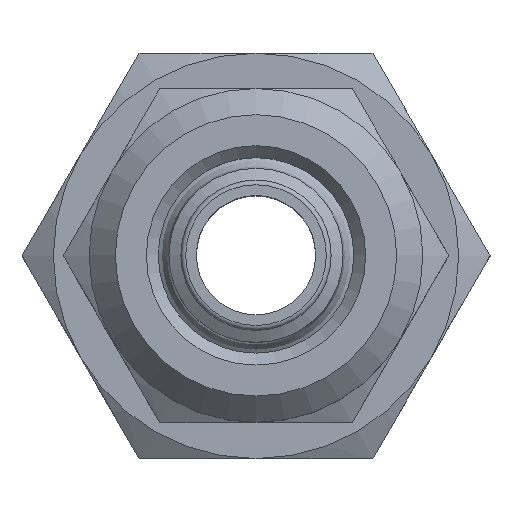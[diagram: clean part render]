
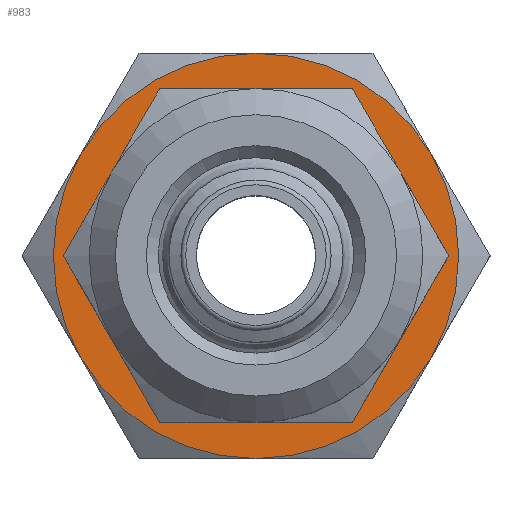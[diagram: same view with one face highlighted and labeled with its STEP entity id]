
A CAD part, top view. The second image highlights one B-rep face of the part: STEP entity #983.
In plain terms, the highlighted planar face has unit normal (0, 0, 1).
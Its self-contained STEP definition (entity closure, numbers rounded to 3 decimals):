
#272=CARTESIAN_POINT('',(0.0,6.,13.));
#273=VERTEX_POINT('',#272);
#274=CARTESIAN_POINT('',(0.0,0.0,13.));
#275=DIRECTION('',(0.0,0.0,1.0));
#276=DIRECTION('',(0.0,1.0,0.0));
#277=AXIS2_PLACEMENT_3D('',#274,#275,#276);
#278=CIRCLE('',#277,6.);
#279=EDGE_CURVE('',#273,#273,#278,.T.);
#422=CARTESIAN_POINT('',(7.361,4.25,13.));
#423=VERTEX_POINT('',#422);
#437=CARTESIAN_POINT('',(0.0,8.5,13.));
#438=VERTEX_POINT('',#437);
#452=CARTESIAN_POINT('',(0.0,0.0,13.));
#453=DIRECTION('',(0.0,0.0,1.0));
#454=DIRECTION('',(0.0,1.0,0.0));
#455=AXIS2_PLACEMENT_3D('',#452,#453,#454);
#456=CIRCLE('',#455,8.5);
#457=EDGE_CURVE('',#423,#438,#456,.T.);
#469=CARTESIAN_POINT('',(7.361,-4.25,13.));
#470=VERTEX_POINT('',#469);
#497=CARTESIAN_POINT('',(0.0,0.0,13.));
#498=DIRECTION('',(0.0,0.0,1.0));
#499=DIRECTION('',(0.0,1.0,0.0));
#500=AXIS2_PLACEMENT_3D('',#497,#498,#499);
#501=CIRCLE('',#500,8.5);
#502=EDGE_CURVE('',#470,#423,#501,.T.);
#514=CARTESIAN_POINT('',(0.,-8.5,13.));
#515=VERTEX_POINT('',#514);
#542=CARTESIAN_POINT('',(0.0,0.0,13.));
#543=DIRECTION('',(0.0,0.0,1.0));
#544=DIRECTION('',(0.0,1.0,0.0));
#545=AXIS2_PLACEMENT_3D('',#542,#543,#544);
#546=CIRCLE('',#545,8.5);
#547=EDGE_CURVE('',#515,#470,#546,.T.);
#572=CARTESIAN_POINT('',(-7.361,-4.25,13.));
#573=VERTEX_POINT('',#572);
#574=CARTESIAN_POINT('',(0.0,0.0,13.));
#575=DIRECTION('',(0.0,0.0,1.0));
#576=DIRECTION('',(0.0,1.0,0.0));
#577=AXIS2_PLACEMENT_3D('',#574,#575,#576);
#578=CIRCLE('',#577,8.5);
#579=EDGE_CURVE('',#573,#515,#578,.T.);
#617=CARTESIAN_POINT('',(-7.361,4.25,13.));
#618=VERTEX_POINT('',#617);
#619=CARTESIAN_POINT('',(0.0,0.0,13.));
#620=DIRECTION('',(0.0,0.0,1.0));
#621=DIRECTION('',(0.0,1.0,0.0));
#622=AXIS2_PLACEMENT_3D('',#619,#620,#621);
#623=CIRCLE('',#622,8.5);
#624=EDGE_CURVE('',#618,#573,#623,.T.);
#662=CARTESIAN_POINT('',(0.0,0.0,13.));
#663=DIRECTION('',(0.0,0.0,1.0));
#664=DIRECTION('',(0.0,1.0,0.0));
#665=AXIS2_PLACEMENT_3D('',#662,#663,#664);
#666=CIRCLE('',#665,8.5);
#667=EDGE_CURVE('',#438,#618,#666,.T.);
#967=CARTESIAN_POINT('',(0.0,7.25,13.));
#968=DIRECTION('',(0.0,0.0,-1.0));
#969=DIRECTION('',(-1.0,0.0,0.0));
#970=AXIS2_PLACEMENT_3D('',#967,#968,#969);
#971=PLANE('',#970);
#972=ORIENTED_EDGE('',*,*,#667,.T.);
#973=ORIENTED_EDGE('',*,*,#624,.T.);
#974=ORIENTED_EDGE('',*,*,#579,.T.);
#975=ORIENTED_EDGE('',*,*,#547,.T.);
#976=ORIENTED_EDGE('',*,*,#502,.T.);
#977=ORIENTED_EDGE('',*,*,#457,.T.);
#978=EDGE_LOOP('',(#972,#973,#974,#975,#976,#977));
#979=FACE_OUTER_BOUND('',#978,.T.);
#980=ORIENTED_EDGE('',*,*,#279,.F.);
#981=EDGE_LOOP('',(#980));
#982=FACE_BOUND('',#981,.T.);
#983=ADVANCED_FACE('',(#979,#982),#971,.F.);
